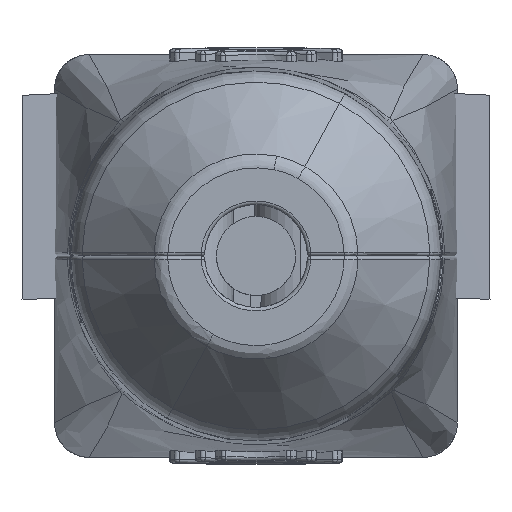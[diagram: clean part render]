
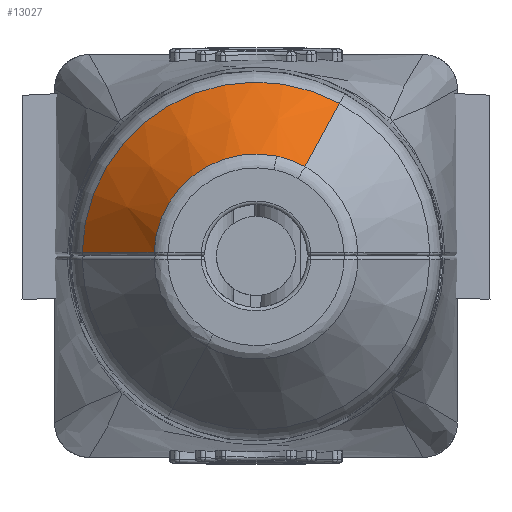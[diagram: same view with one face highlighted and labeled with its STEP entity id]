
A CAD part, left-side view. The second image highlights one B-rep face of the part: STEP entity #13027.
In plain terms, the highlighted conical face has half-angle 37.941 degrees and reference radius 5.5 mm.
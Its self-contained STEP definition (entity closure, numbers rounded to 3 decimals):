
#2753=CARTESIAN_POINT('Vertex',(-44.555,-1.177,5.68)) ;
#2767=CARTESIAN_POINT('Vertex',(-44.555,-2.781,5.09)) ;
#2770=CARTESIAN_POINT('Axis2P3D Location',(-44.555,0.,0.)) ;
#12958=CARTESIAN_POINT('Axis2P3D Location',(-39.309,0.,0.)) ;
#12962=CARTESIAN_POINT('Vertex',(-39.309,-4.741,8.679)) ;
#12964=CARTESIAN_POINT('Vertex',(-39.309,9.888,0.203)) ;
#12995=CARTESIAN_POINT('Axis2P3D Location',(-44.94,0.,0.)) ;
#13000=CARTESIAN_POINT('Axis2P3D Location',(-44.555,0.,0.)) ;
#13004=CARTESIAN_POINT('Vertex',(-44.555,5.797,0.206)) ;
#13007=CARTESIAN_POINT('Line Origine',(394274.518,-147388.132,269792.166)) ;
#13013=CARTESIAN_POINT('Control Point',(-39.309,9.888,0.203)) ;
#13014=CARTESIAN_POINT('Control Point',(-40.358,9.07,0.204)) ;
#13015=CARTESIAN_POINT('Control Point',(-41.393,8.263,0.204)) ;
#13016=CARTESIAN_POINT('Control Point',(-42.431,7.454,0.204)) ;
#13017=CARTESIAN_POINT('Control Point',(-43.507,6.614,0.205)) ;
#13018=CARTESIAN_POINT('Control Point',(-44.555,5.797,0.206)) ;
#2771=DIRECTION('Axis2P3D Direction',(1.,0.,0.)) ;
#12959=DIRECTION('Axis2P3D Direction',(1.,0.,0.)) ;
#12996=DIRECTION('Axis2P3D Direction',(1.,0.,0.)) ;
#12997=DIRECTION('Axis2P3D XDirection',(0.,0.479,-0.878)) ;
#13001=DIRECTION('Axis2P3D Direction',(1.,0.,0.)) ;
#13008=DIRECTION('Vector Direction',(0.789,-0.295,0.54)) ;
#2772=AXIS2_PLACEMENT_3D('Circle Axis2P3D',#2770,#2771,$) ;
#12960=AXIS2_PLACEMENT_3D('Circle Axis2P3D',#12958,#12959,$) ;
#12998=AXIS2_PLACEMENT_3D('Cone Axis2P3D',#12995,#12996,#12997) ;
#13002=AXIS2_PLACEMENT_3D('Circle Axis2P3D',#13000,#13001,$) ;
#13021=ORIENTED_EDGE('',*,*,#13006,.T.) ;
#13022=ORIENTED_EDGE('',*,*,#2774,.T.) ;
#13023=ORIENTED_EDGE('',*,*,#13011,.T.) ;
#13024=ORIENTED_EDGE('',*,*,#12966,.T.) ;
#13025=ORIENTED_EDGE('',*,*,#13019,.T.) ;
#13009=VECTOR('Line Direction',#13008,1.) ;
#13027=ADVANCED_FACE('PartBody',(#13026),#12999,.T.) ;
#13012=B_SPLINE_CURVE_WITH_KNOTS('',5,(#13013,#13014,#13015,#13016,#13017,#13018),.UNSPECIFIED.,.F.,.U.,(6,6),(5.389,15.131),.UNSPECIFIED.) ;
#2773=CIRCLE('generated circle',#2772,5.8) ;
#12961=CIRCLE('generated circle',#12960,9.89) ;
#13003=CIRCLE('generated circle',#13002,5.8) ;
#12999=CONICAL_SURFACE('Cone',#12998,5.5,0.662) ;
#2774=EDGE_CURVE('',#2754,#2768,#2773,.T.) ;
#12966=EDGE_CURVE('',#12963,#12965,#12961,.F.) ;
#13006=EDGE_CURVE('',#13005,#2754,#13003,.T.) ;
#13011=EDGE_CURVE('',#2768,#12963,#13010,.T.) ;
#13019=EDGE_CURVE('',#12965,#13005,#13012,.T.) ;
#13020=EDGE_LOOP('',(#13021,#13022,#13023,#13024,#13025)) ;
#13026=FACE_OUTER_BOUND('',#13020,.T.) ;
#13010=LINE('Line',#13007,#13009) ;
#2754=VERTEX_POINT('',#2753) ;
#2768=VERTEX_POINT('',#2767) ;
#12963=VERTEX_POINT('',#12962) ;
#12965=VERTEX_POINT('',#12964) ;
#13005=VERTEX_POINT('',#13004) ;
